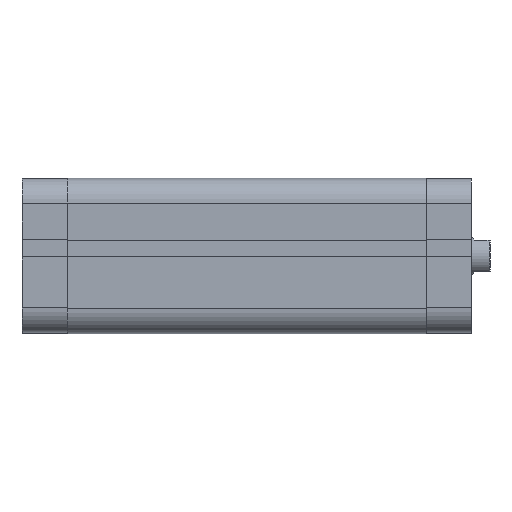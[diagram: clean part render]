
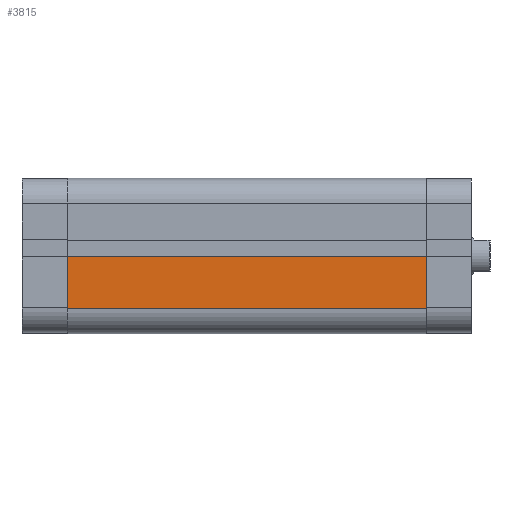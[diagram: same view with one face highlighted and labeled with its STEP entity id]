
A CAD part, top view. The second image highlights one B-rep face of the part: STEP entity #3815.
In plain terms, the highlighted face is planar.
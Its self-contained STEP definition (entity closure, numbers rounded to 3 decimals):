
#311 = CARTESIAN_POINT ( 'NONE',  ( 0.1, -25., 115.5 ) ) ;
#312 = CARTESIAN_POINT ( 'NONE',  ( 17., -25., 0. ) ) ;
#355 = CARTESIAN_POINT ( 'NONE',  ( 17., -25., 115.5 ) ) ;
#371 = CARTESIAN_POINT ( 'NONE',  ( 0.1, -25., 0. ) ) ;
#909 = CARTESIAN_POINT ( 'NONE',  ( 0., -25., 115.5 ) ) ;
#910 = PLANE ( 'NONE',  #6372 ) ;
#913 = DIRECTION ( 'NONE',  ( 0., 1., 0. ) ) ;
#914 = DIRECTION ( 'NONE',  ( -1., 0., 0. ) ) ;
#1092 = EDGE_CURVE ( 'NONE', #3311, #3253, #6539, .T. ) ;
#1095 = EDGE_CURVE ( 'NONE', #3295, #3253, #6600, .T. ) ;
#1548 = EDGE_CURVE ( 'NONE', #3252, #3311, #5240, .T. ) ;
#1906 = EDGE_CURVE ( 'NONE', #3252, #3295, #5522, .T. ) ;
#2319 = EDGE_LOOP ( 'NONE', ( #3565, #3562, #3563, #3586 ) ) ;
#3252 = VERTEX_POINT ( 'NONE', #311 ) ;
#3253 = VERTEX_POINT ( 'NONE', #312 ) ;
#3295 = VERTEX_POINT ( 'NONE', #355 ) ;
#3311 = VERTEX_POINT ( 'NONE', #371 ) ;
#3562 = ORIENTED_EDGE ( 'NONE', *, *, #1095, .F. ) ;
#3563 = ORIENTED_EDGE ( 'NONE', *, *, #1906, .F. ) ;
#3565 = ORIENTED_EDGE ( 'NONE', *, *, #1092, .T. ) ;
#3586 = ORIENTED_EDGE ( 'NONE', *, *, #1548, .T. ) ;
#3815 = ADVANCED_FACE ( 'NONE', ( #5950 ), #910, .F. ) ;
#4261 = CARTESIAN_POINT ( 'NONE',  ( 0., -25., 0. ) ) ;
#4266 = CARTESIAN_POINT ( 'NONE',  ( 17., -25., 115.5 ) ) ;
#4267 = DIRECTION ( 'NONE',  ( 1., 0., 0. ) ) ;
#4268 = DIRECTION ( 'NONE',  ( 0., 0., -1. ) ) ;
#4558 = CARTESIAN_POINT ( 'NONE',  ( 0.1, -25., 115.5 ) ) ;
#4562 = DIRECTION ( 'NONE',  ( 0., 0., -1. ) ) ;
#4940 = CARTESIAN_POINT ( 'NONE',  ( 0., -25., 115.5 ) ) ;
#4941 = DIRECTION ( 'NONE',  ( 1., 0., 0. ) ) ;
#5240 = LINE ( 'NONE', #4558, #5247 ) ;
#5247 = VECTOR ( 'NONE', #4562, 1000. ) ;
#5522 = LINE ( 'NONE', #4940, #5537 ) ;
#5537 = VECTOR ( 'NONE', #4941, 1000. ) ;
#5950 = FACE_OUTER_BOUND ( 'NONE', #2319, .T. ) ;
#6372 = AXIS2_PLACEMENT_3D ( 'NONE', #909, #913, #914 ) ;
#6539 = LINE ( 'NONE', #4261, #6543 ) ;
#6543 = VECTOR ( 'NONE', #4267, 1000. ) ;
#6593 = VECTOR ( 'NONE', #4268, 1000. ) ;
#6600 = LINE ( 'NONE', #4266, #6593 ) ;
